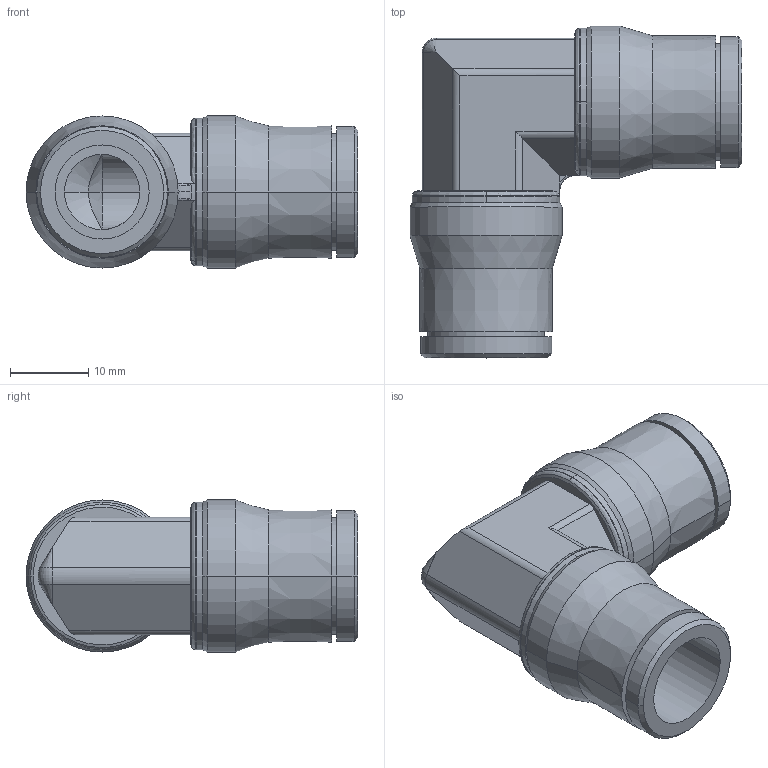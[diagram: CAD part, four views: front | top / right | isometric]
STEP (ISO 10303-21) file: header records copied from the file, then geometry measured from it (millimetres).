
FILE_DESCRIPTION(('STEP AP214'),'1');
FILE_NAME('3802_12_00.stp','2016-07-07T14:26:39',('TraceParts'),('TraceParts S.A.'),'Spatial InterOp 3D',' ',' ');
FILE_SCHEMA(('automotive_design'));
Length unit declared in the file: millimetre
Products named in the file (1): 1
Bounding box: 42.34 x 42.34 x 19.4 mm (x, y, z)
Volume: 8204.6 mm3; surface area: 6394.3 mm2
Topology: 1 solids, 1 shells, 99 faces, 235 edges, 142 vertices
Faces by surface type: cylinder 32, cone 30, plane 24, torus 13
Entity records: 3047 total; most frequent: CARTESIAN_POINT 694, DIRECTION 538, ORIENTED_EDGE 466, EDGE_CURVE 233, AXIS2_PLACEMENT_3D 222, VERTEX_POINT 142, CIRCLE 116, EDGE_LOOP 107
